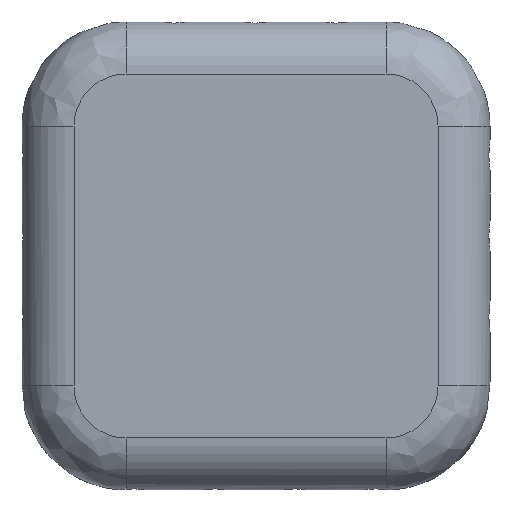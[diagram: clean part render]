
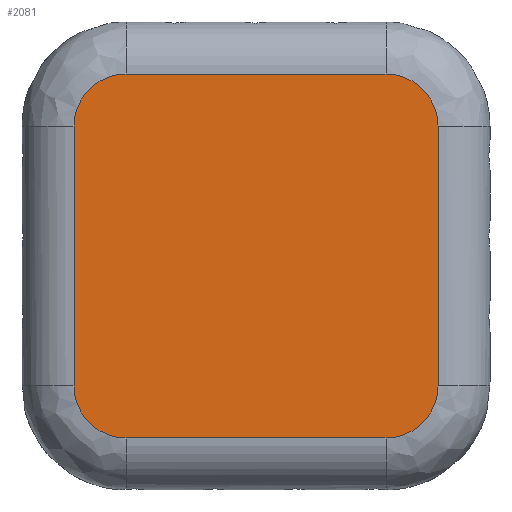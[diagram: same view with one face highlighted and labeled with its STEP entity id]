
A CAD part, front view. The second image highlights one B-rep face of the part: STEP entity #2081.
In plain terms, the highlighted planar face has unit normal (0, -1, 0).
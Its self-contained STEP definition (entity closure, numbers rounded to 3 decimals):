
#34=PLANE('',#2254);
#41=LINE('',#2858,#130);
#54=LINE('',#3393,#143);
#82=LINE('',#4463,#171);
#93=LINE('',#5059,#182);
#130=VECTOR('',#2274,10.);
#143=VECTOR('',#2337,10.);
#171=VECTOR('',#2439,10.);
#182=VECTOR('',#2496,10.);
#362=FACE_OUTER_BOUND('',#473,.T.);
#473=EDGE_LOOP('',(#1899,#1900,#1901,#1902,#1903,#1904,#1905,#1906));
#483=CIRCLE('',#2115,10.);
#512=CIRCLE('',#2158,10.);
#536=CIRCLE('',#2195,10.);
#548=CIRCLE('',#2216,10.);
#729=VERTEX_POINT('',#2855);
#730=VERTEX_POINT('',#2857);
#743=VERTEX_POINT('',#3035);
#765=VERTEX_POINT('',#3392);
#805=VERTEX_POINT('',#4112);
#828=VERTEX_POINT('',#4462);
#866=VERTEX_POINT('',#5056);
#867=VERTEX_POINT('',#5058);
#952=EDGE_CURVE('',#729,#730,#41,.T.);
#970=EDGE_CURVE('',#730,#743,#483,.T.);
#1003=EDGE_CURVE('',#743,#765,#54,.T.);
#1063=EDGE_CURVE('',#765,#805,#512,.T.);
#1096=EDGE_CURVE('',#805,#828,#82,.T.);
#1152=EDGE_CURVE('',#866,#867,#93,.T.);
#1164=EDGE_CURVE('',#828,#866,#536,.T.);
#1217=EDGE_CURVE('',#867,#729,#548,.T.);
#1899=ORIENTED_EDGE('',*,*,#970,.F.);
#1900=ORIENTED_EDGE('',*,*,#952,.F.);
#1901=ORIENTED_EDGE('',*,*,#1217,.F.);
#1902=ORIENTED_EDGE('',*,*,#1152,.F.);
#1903=ORIENTED_EDGE('',*,*,#1164,.F.);
#1904=ORIENTED_EDGE('',*,*,#1096,.F.);
#1905=ORIENTED_EDGE('',*,*,#1063,.F.);
#1906=ORIENTED_EDGE('',*,*,#1003,.F.);
#2081=ADVANCED_FACE('',(#362),#34,.T.);
#2115=AXIS2_PLACEMENT_3D('',#3036,#2292,#2293);
#2158=AXIS2_PLACEMENT_3D('',#4113,#2403,#2404);
#2195=AXIS2_PLACEMENT_3D('',#5162,#2503,#2504);
#2216=AXIS2_PLACEMENT_3D('',#5743,#2560,#2561);
#2254=AXIS2_PLACEMENT_3D('',#6182,#2648,#2649);
#2274=DIRECTION('',(1.,0.,0.));
#2292=DIRECTION('center_axis',(0.,1.,0.));
#2293=DIRECTION('ref_axis',(0.707,0.,0.707));
#2337=DIRECTION('',(0.,0.,-1.));
#2403=DIRECTION('center_axis',(0.,1.,0.));
#2404=DIRECTION('ref_axis',(0.707,0.,-0.707));
#2439=DIRECTION('',(-1.,0.,0.));
#2496=DIRECTION('',(0.,0.,1.));
#2503=DIRECTION('center_axis',(0.,1.,0.));
#2504=DIRECTION('ref_axis',(-0.707,0.,-0.707));
#2560=DIRECTION('center_axis',(0.,1.,0.));
#2561=DIRECTION('ref_axis',(-0.707,0.,0.707));
#2648=DIRECTION('center_axis',(0.,-1.,0.));
#2649=DIRECTION('ref_axis',(1.,0.,0.));
#2855=CARTESIAN_POINT('',(-25.,-45.,35.));
#2857=CARTESIAN_POINT('',(25.,-45.,35.));
#2858=CARTESIAN_POINT('',(-22.5,-45.,35.));
#3035=CARTESIAN_POINT('',(35.,-45.,25.));
#3036=CARTESIAN_POINT('Origin',(25.,-45.,25.));
#3392=CARTESIAN_POINT('',(35.,-45.,-25.));
#3393=CARTESIAN_POINT('',(35.,-45.,0.));
#4112=CARTESIAN_POINT('',(25.,-45.,-35.));
#4113=CARTESIAN_POINT('Origin',(25.,-45.,-25.));
#4462=CARTESIAN_POINT('',(-25.,-45.,-35.));
#4463=CARTESIAN_POINT('',(-22.5,-45.,-35.));
#5056=CARTESIAN_POINT('',(-35.,-45.,-25.));
#5058=CARTESIAN_POINT('',(-35.,-45.,25.));
#5059=CARTESIAN_POINT('',(-35.,-45.,0.));
#5162=CARTESIAN_POINT('Origin',(-25.,-45.,-25.));
#5743=CARTESIAN_POINT('Origin',(-25.,-45.,25.));
#6182=CARTESIAN_POINT('Origin',(-45.,-45.,0.));
